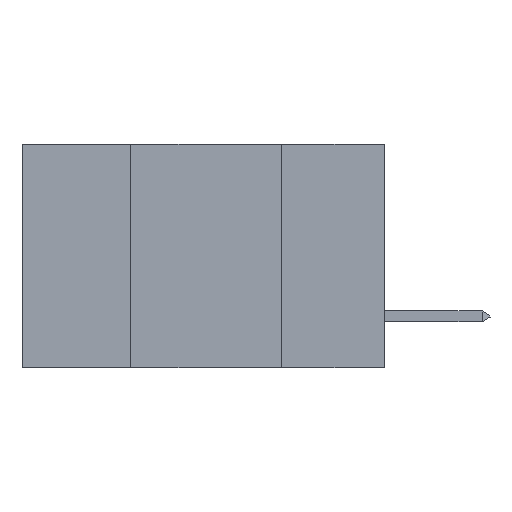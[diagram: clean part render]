
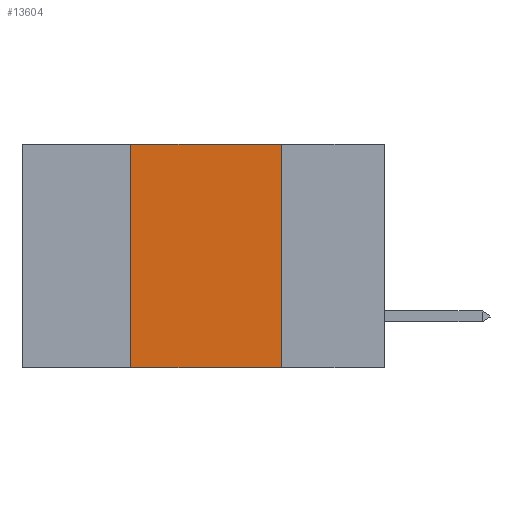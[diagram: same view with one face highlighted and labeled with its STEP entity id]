
A CAD part, left-side view. The second image highlights one B-rep face of the part: STEP entity #13604.
In plain terms, the highlighted planar face has unit normal (-1, 0, 0).
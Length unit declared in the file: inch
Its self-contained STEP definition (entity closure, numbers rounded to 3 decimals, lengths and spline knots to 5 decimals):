
#287 = CARTESIAN_POINT ( 'NONE',  ( 0., 0.42, -0.37 ) ) ;
#452 = ORIENTED_EDGE ( 'NONE', *, *, #19927, .T. ) ;
#1466 = ORIENTED_EDGE ( 'NONE', *, *, #7765, .F. ) ;
#1676 = CARTESIAN_POINT ( 'NONE',  ( 0., 0.42, 0. ) ) ;
#2598 = CARTESIAN_POINT ( 'NONE',  ( 0., 0.17, -0.37 ) ) ;
#3403 = PLANE ( 'NONE',  #19142 ) ;
#3541 = DIRECTION ( 'NONE',  ( 0., -1., 0. ) ) ;
#5855 = VERTEX_POINT ( 'NONE', #21003 ) ;
#5879 = VECTOR ( 'NONE', #20020, 39.37008 ) ;
#6283 = VECTOR ( 'NONE', #11002, 39.37008 ) ;
#6572 = DIRECTION ( 'NONE',  ( 0., 0., 1. ) ) ;
#7585 = DIRECTION ( 'NONE',  ( 1., 0., 0. ) ) ;
#7601 = ORIENTED_EDGE ( 'NONE', *, *, #23637, .F. ) ;
#7765 = EDGE_CURVE ( 'NONE', #13132, #23185, #23480, .T. ) ;
#8946 = FACE_OUTER_BOUND ( 'NONE', #25639, .T. ) ;
#9445 = CARTESIAN_POINT ( 'NONE',  ( 0., 0.6, 0. ) ) ;
#10156 = ORIENTED_EDGE ( 'NONE', *, *, #14498, .F. ) ;
#11002 = DIRECTION ( 'NONE',  ( 0., -1., 0. ) ) ;
#11135 = VERTEX_POINT ( 'NONE', #2598 ) ;
#11306 = LINE ( 'NONE', #11707, #5879 ) ;
#11707 = CARTESIAN_POINT ( 'NONE',  ( 0., 0.17, 0. ) ) ;
#13132 = VERTEX_POINT ( 'NONE', #287 ) ;
#13604 = ADVANCED_FACE ( 'NONE', ( #8946 ), #3403, .F. ) ;
#14498 = EDGE_CURVE ( 'NONE', #23185, #5855, #17806, .T. ) ;
#15520 = CARTESIAN_POINT ( 'NONE',  ( 0., 0.6, 0. ) ) ;
#17806 = LINE ( 'NONE', #15520, #20987 ) ;
#19142 = AXIS2_PLACEMENT_3D ( 'NONE', #9445, #7585, #25812 ) ;
#19927 = EDGE_CURVE ( 'NONE', #13132, #11135, #21560, .T. ) ;
#20020 = DIRECTION ( 'NONE',  ( 0., 0., -1. ) ) ;
#20987 = VECTOR ( 'NONE', #3541, 39.37008 ) ;
#21003 = CARTESIAN_POINT ( 'NONE',  ( 0., 0.17, 0. ) ) ;
#21560 = LINE ( 'NONE', #24869, #6283 ) ;
#21773 = CARTESIAN_POINT ( 'NONE',  ( 0., 0.42, 0. ) ) ;
#23161 = VECTOR ( 'NONE', #6572, 39.37008 ) ;
#23185 = VERTEX_POINT ( 'NONE', #1676 ) ;
#23480 = LINE ( 'NONE', #21773, #23161 ) ;
#23637 = EDGE_CURVE ( 'NONE', #5855, #11135, #11306, .T. ) ;
#24869 = CARTESIAN_POINT ( 'NONE',  ( 0., 0.6, -0.37 ) ) ;
#25639 = EDGE_LOOP ( 'NONE', ( #7601, #10156, #1466, #452 ) ) ;
#25812 = DIRECTION ( 'NONE',  ( 0., 0., -1. ) ) ;
